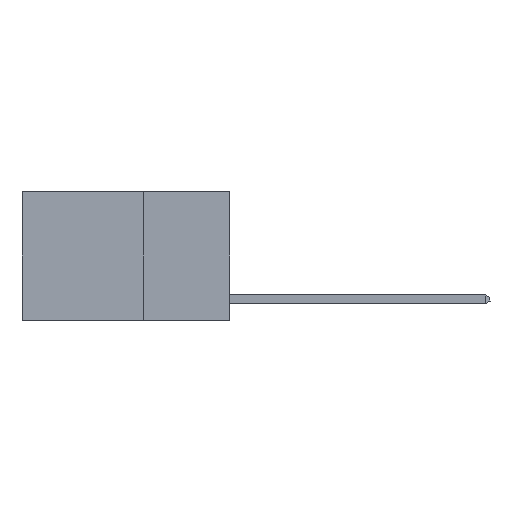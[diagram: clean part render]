
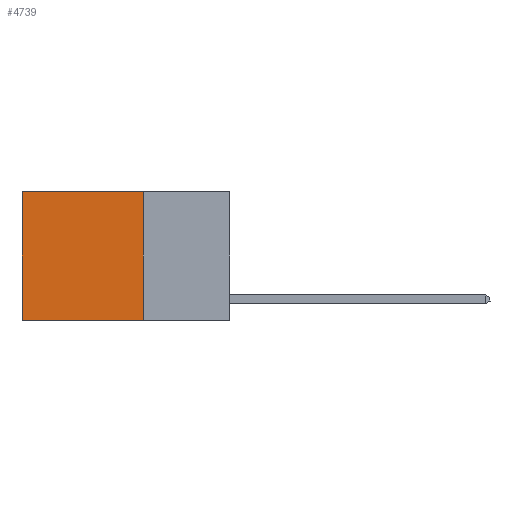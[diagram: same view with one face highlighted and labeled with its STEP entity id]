
A CAD part, left-side view. The second image highlights one B-rep face of the part: STEP entity #4739.
In plain terms, the highlighted planar face has unit normal (-1, 0, 0).
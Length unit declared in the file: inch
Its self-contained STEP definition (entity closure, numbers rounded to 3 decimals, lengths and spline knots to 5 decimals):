
#439 = ORIENTED_EDGE ( 'NONE', *, *, #1223, .F. ) ;
#446 = EDGE_CURVE ( 'NONE', #9405, #1880, #13184, .T. ) ;
#549 = ORIENTED_EDGE ( 'NONE', *, *, #446, .F. ) ;
#638 = CARTESIAN_POINT ( 'NONE',  ( 0.2625, 0.25, 0. ) ) ;
#650 = CARTESIAN_POINT ( 'NONE',  ( 0.2625, 0.25, -0.37 ) ) ;
#838 = VECTOR ( 'NONE', #10258, 39.37008 ) ;
#977 = CARTESIAN_POINT ( 'NONE',  ( 0.2625, 0.25, -0.37 ) ) ;
#1189 = CARTESIAN_POINT ( 'NONE',  ( 0.2625, 0.25, 0. ) ) ;
#1223 = EDGE_CURVE ( 'NONE', #16001, #9405, #4086, .T. ) ;
#1462 = EDGE_CURVE ( 'NONE', #9051, #1880, #13299, .T. ) ;
#1880 = VERTEX_POINT ( 'NONE', #8515 ) ;
#2856 = DIRECTION ( 'NONE',  ( 0., 1., 0. ) ) ;
#2921 = VECTOR ( 'NONE', #3128, 39.37008 ) ;
#3128 = DIRECTION ( 'NONE',  ( 0., 1., 0. ) ) ;
#3269 = PLANE ( 'NONE',  #13054 ) ;
#4086 = LINE ( 'NONE', #1189, #838 ) ;
#4739 = ADVANCED_FACE ( 'NONE', ( #8103 ), #3269, .F. ) ;
#4813 = CARTESIAN_POINT ( 'NONE',  ( 0.2625, 0.6, 0. ) ) ;
#6092 = CARTESIAN_POINT ( 'NONE',  ( 0.2625, 0.25, 0. ) ) ;
#6098 = DIRECTION ( 'NONE',  ( 0., 0., -1. ) ) ;
#6399 = EDGE_CURVE ( 'NONE', #16001, #9051, #14125, .T. ) ;
#6457 = ORIENTED_EDGE ( 'NONE', *, *, #1462, .T. ) ;
#6613 = VECTOR ( 'NONE', #6098, 39.37008 ) ;
#8103 = FACE_OUTER_BOUND ( 'NONE', #9235, .T. ) ;
#8515 = CARTESIAN_POINT ( 'NONE',  ( 0.2625, 0.6, -0.37 ) ) ;
#8904 = ORIENTED_EDGE ( 'NONE', *, *, #6399, .T. ) ;
#9051 = VERTEX_POINT ( 'NONE', #14910 ) ;
#9235 = EDGE_LOOP ( 'NONE', ( #6457, #549, #439, #8904 ) ) ;
#9405 = VERTEX_POINT ( 'NONE', #977 ) ;
#10258 = DIRECTION ( 'NONE',  ( 0., 0., -1. ) ) ;
#10606 = DIRECTION ( 'NONE',  ( 0., 0., -1. ) ) ;
#11659 = CARTESIAN_POINT ( 'NONE',  ( 0.2625, 0.25, 0. ) ) ;
#11842 = DIRECTION ( 'NONE',  ( 1., 0., 0. ) ) ;
#13054 = AXIS2_PLACEMENT_3D ( 'NONE', #638, #11842, #10606 ) ;
#13184 = LINE ( 'NONE', #650, #2921 ) ;
#13299 = LINE ( 'NONE', #4813, #6613 ) ;
#14125 = LINE ( 'NONE', #11659, #14937 ) ;
#14910 = CARTESIAN_POINT ( 'NONE',  ( 0.2625, 0.6, 0. ) ) ;
#14937 = VECTOR ( 'NONE', #2856, 39.37008 ) ;
#16001 = VERTEX_POINT ( 'NONE', #6092 ) ;
